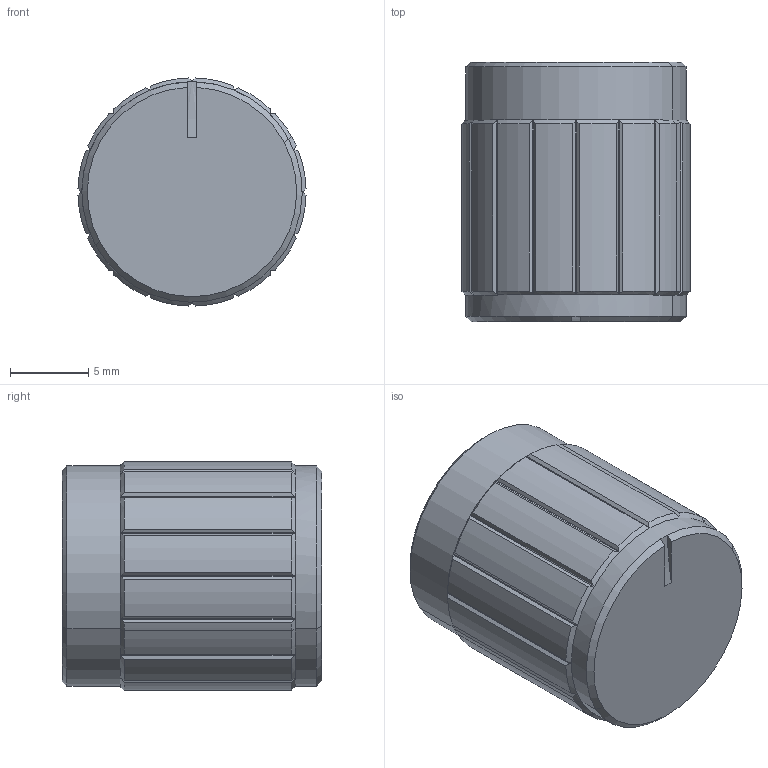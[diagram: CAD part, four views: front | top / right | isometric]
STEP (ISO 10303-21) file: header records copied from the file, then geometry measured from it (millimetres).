
FILE_DESCRIPTION(('CATIA V5 STEP Exchange'),'2;1');
FILE_NAME('Potentiometer knob_A15x17-PK-AB-K-I.stp','2020-11-21T10:25:52+00:00',('none'),('none'),'CATIA Version 5 Release 19 SP 9 (IN-10)','CATIA V5 STEP AP214','none');
FILE_SCHEMA(('AUTOMOTIVE_DESIGN { 1 0 10303 214 1 1 1 1 }'));
Length unit declared in the file: millimetre
Products named in the file (1): Potentiometer knob_A15x17-PK-AB-K-I
Bounding box: 14.59 x 16.6 x 14.59 mm (x, y, z)
Volume: 1476.9 mm3; surface area: 3073.1 mm2
Topology: 2 solids, 2 shells, 172 faces, 535 edges, 333 vertices
Faces by surface type: cylinder 67, plane 56, sphere 36, cone 9, torus 4
Entity records: 5968 total; most frequent: CARTESIAN_POINT 1863, ORIENTED_EDGE 998, DIRECTION 585, EDGE_CURVE 499, VERTEX_POINT 333, AXIS2_PLACEMENT_3D 315, CIRCLE 198, EDGE_LOOP 176
